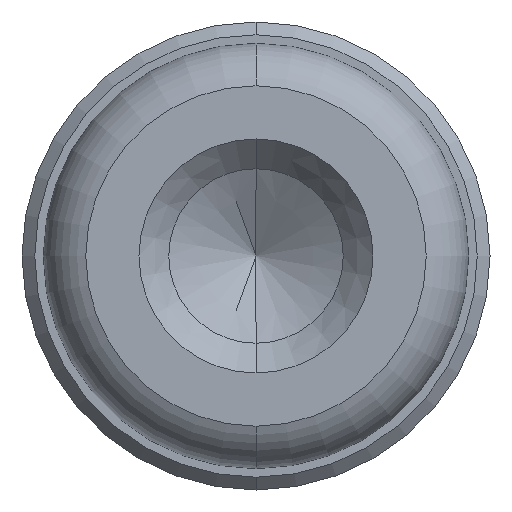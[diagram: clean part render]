
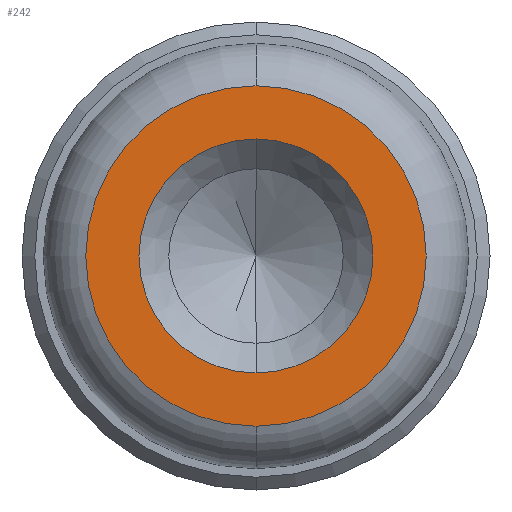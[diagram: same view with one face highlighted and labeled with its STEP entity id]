
A CAD part, front view. The second image highlights one B-rep face of the part: STEP entity #242.
In plain terms, the highlighted planar face has unit normal (0, -1, 0).
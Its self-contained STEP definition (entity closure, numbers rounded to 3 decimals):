
#21 = FACE_BOUND ( 'NONE', #280, .T. ) ;
#34 = AXIS2_PLACEMENT_3D ( 'NONE', #474, #473, #472 ) ;
#44 = FACE_OUTER_BOUND ( 'NONE', #312, .T. ) ;
#99 = CIRCLE ( 'NONE', #143, 2.75 ) ;
#100 = CIRCLE ( 'NONE', #147, 4. ) ;
#134 = ORIENTED_EDGE ( 'NONE', *, *, #216, .T. ) ;
#138 = ORIENTED_EDGE ( 'NONE', *, *, #191, .F. ) ;
#143 = AXIS2_PLACEMENT_3D ( 'NONE', #580, #579, #578 ) ;
#147 = AXIS2_PLACEMENT_3D ( 'NONE', #559, #555, #554 ) ;
#158 = AXIS2_PLACEMENT_3D ( 'NONE', #613, #612, #611 ) ;
#168 = AXIS2_PLACEMENT_3D ( 'NONE', #595, #594, #593 ) ;
#180 = EDGE_CURVE ( 'NONE', #362, #365, #209, .T. ) ;
#186 = EDGE_CURVE ( 'NONE', #368, #267, #204, .T. ) ;
#191 = EDGE_CURVE ( 'NONE', #365, #362, #99, .T. ) ;
#204 = CIRCLE ( 'NONE', #168, 4. ) ;
#209 = CIRCLE ( 'NONE', #158, 2.75 ) ;
#216 = EDGE_CURVE ( 'NONE', #267, #368, #100, .T. ) ;
#242 = ADVANCED_FACE ( 'NONE', ( #21, #44 ), #475, .T. ) ;
#259 = ORIENTED_EDGE ( 'NONE', *, *, #186, .T. ) ;
#267 = VERTEX_POINT ( 'NONE', #450 ) ;
#280 = EDGE_LOOP ( 'NONE', ( #306, #138 ) ) ;
#306 = ORIENTED_EDGE ( 'NONE', *, *, #180, .F. ) ;
#312 = EDGE_LOOP ( 'NONE', ( #134, #259 ) ) ;
#362 = VERTEX_POINT ( 'NONE', #428 ) ;
#365 = VERTEX_POINT ( 'NONE', #425 ) ;
#368 = VERTEX_POINT ( 'NONE', #422 ) ;
#422 = CARTESIAN_POINT ( 'NONE',  ( 0., -2.5, 4. ) ) ;
#425 = CARTESIAN_POINT ( 'NONE',  ( 0., -2.5, 2.75 ) ) ;
#428 = CARTESIAN_POINT ( 'NONE',  ( 0., -2.5, -2.75 ) ) ;
#450 = CARTESIAN_POINT ( 'NONE',  ( 0., -2.5, -4. ) ) ;
#472 = DIRECTION ( 'NONE',  ( 0., 0., -1. ) ) ;
#473 = DIRECTION ( 'NONE',  ( 0., -1., 0. ) ) ;
#474 = CARTESIAN_POINT ( 'NONE',  ( 0., -2.5, 0. ) ) ;
#475 = PLANE ( 'NONE',  #34 ) ;
#554 = DIRECTION ( 'NONE',  ( 0., 0., -1. ) ) ;
#555 = DIRECTION ( 'NONE',  ( 0., -1., 0. ) ) ;
#559 = CARTESIAN_POINT ( 'NONE',  ( 0., -2.5, 0. ) ) ;
#578 = DIRECTION ( 'NONE',  ( 0., 0., -1. ) ) ;
#579 = DIRECTION ( 'NONE',  ( 0., -1., 0. ) ) ;
#580 = CARTESIAN_POINT ( 'NONE',  ( 0., -2.5, 0. ) ) ;
#593 = DIRECTION ( 'NONE',  ( 0., 0., -1. ) ) ;
#594 = DIRECTION ( 'NONE',  ( 0., -1., 0. ) ) ;
#595 = CARTESIAN_POINT ( 'NONE',  ( 0., -2.5, 0. ) ) ;
#611 = DIRECTION ( 'NONE',  ( 0., 0., -1. ) ) ;
#612 = DIRECTION ( 'NONE',  ( 0., -1., 0. ) ) ;
#613 = CARTESIAN_POINT ( 'NONE',  ( 0., -2.5, 0. ) ) ;
